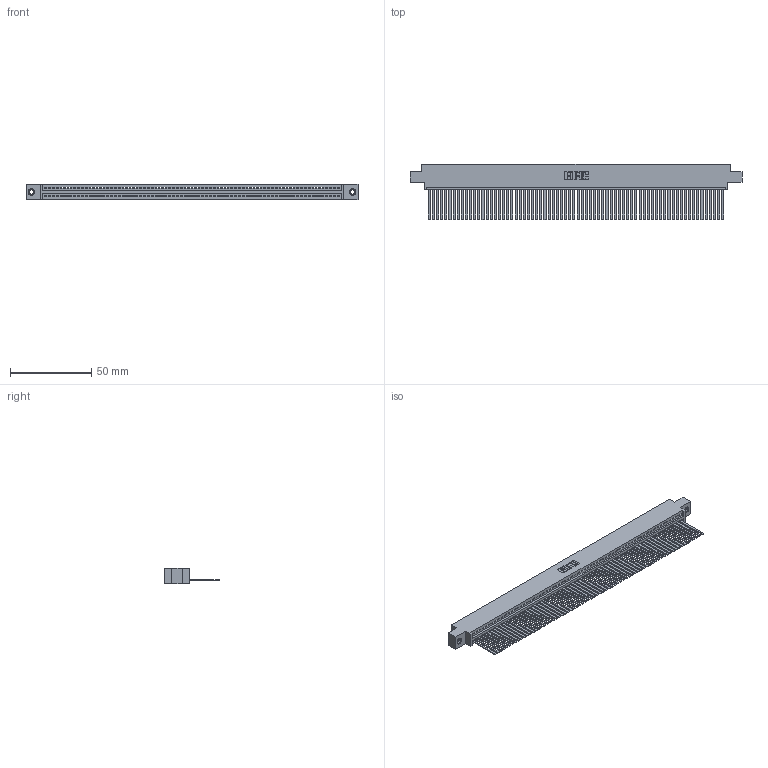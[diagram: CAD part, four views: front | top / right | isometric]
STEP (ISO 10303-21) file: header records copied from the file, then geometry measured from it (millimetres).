
FILE_DESCRIPTION (( 'STEP AP203' ), '1' );
FILE_NAME ('345-072-544-607.STEP', '2018-10-02T08:19:53', ( '' ), ( '' ), 'SwSTEP 2.0', 'SolidWorks 2016', '' );
FILE_SCHEMA (( 'CONFIG_CONTROL_DESIGN' ));
Length unit declared in the file: inch
Products named in the file (4): 345-072-544-607; 345-292-001_345-293-144; 345 Part_0.170 Offset - 0.156 Dia-TI; 345-250-001_345-250-005-103
Assembly tree (75 placements, depth 2):
  345-072-544-607
    345 Part_0.170 Offset - 0.156 Dia-TI
    345-292-001_345-293-144  x72
    345-250-001_345-250-005-103  x2
Bounding box: 204.09 x 33.96 x 9.4 mm (x, y, z)
Volume: 20337.3 mm3; surface area: 30096.6 mm2
Topology: 75 solids, 75 shells, 3934 faces, 11865 edges, 7806 vertices
Faces by surface type: plane 2708, cylinder 1210, cone 12, torus 4
Entity records: 51284 total; most frequent: CARTESIAN_POINT 8863, ORIENTED_EDGE 8862, DIRECTION 7721, EDGE_CURVE 4431, VECTOR 3995, LINE 3995, VERTEX_POINT 2948, AXIS2_PLACEMENT_3D 1863
